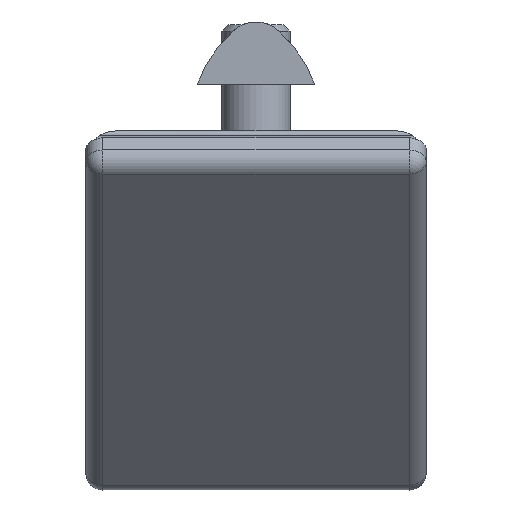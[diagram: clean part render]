
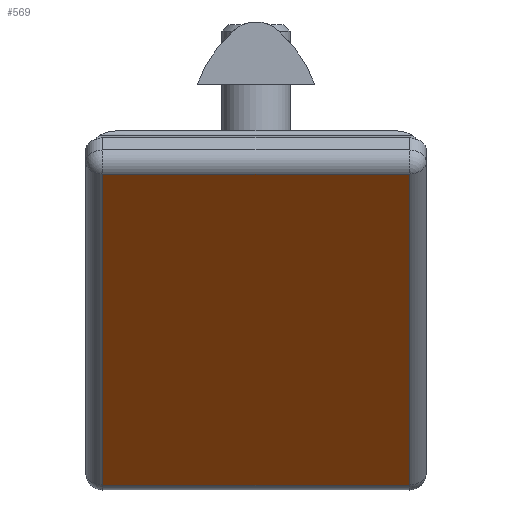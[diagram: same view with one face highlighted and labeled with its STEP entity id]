
A CAD part, front view. The second image highlights one B-rep face of the part: STEP entity #569.
In plain terms, the highlighted planar face has unit normal (0, -0.707, -0.707).
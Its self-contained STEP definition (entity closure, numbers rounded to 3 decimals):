
#569=ADVANCED_FACE('',(#1071),#1072,.T.);
#1071=FACE_OUTER_BOUND('',#1591,.T.);
#1072=PLANE('',#1592);
#1591=EDGE_LOOP('',(#2573,#2574,#2575,#2576));
#1592=AXIS2_PLACEMENT_3D('',#2577,#2578,#2579);
#2573=ORIENTED_EDGE('',*,*,#3474,.T.);
#2574=ORIENTED_EDGE('',*,*,#3512,.T.);
#2575=ORIENTED_EDGE('',*,*,#3489,.T.);
#2576=ORIENTED_EDGE('',*,*,#3494,.T.);
#2577=CARTESIAN_POINT('',(0.0,-23.328,-23.328));
#2578=DIRECTION('',(0.0,-0.707,-0.707));
#2579=DIRECTION('',(1.0,0.0,0.0));
#3474=EDGE_CURVE('',#4136,#4117,#4137,.T.);
#3489=EDGE_CURVE('',#4159,#4141,#4160,.T.);
#3494=EDGE_CURVE('',#4141,#4136,#4166,.T.);
#3512=EDGE_CURVE('',#4117,#4159,#4187,.T.);
#4117=VERTEX_POINT('',#5088);
#4136=VERTEX_POINT('',#5112);
#4137=LINE('',#5113,#5114);
#4141=VERTEX_POINT('',#5118);
#4159=VERTEX_POINT('',#5141);
#4160=LINE('',#5142,#5143);
#4166=LINE('',#5150,#5151);
#4187=LINE('',#5177,#5178);
#5088=CARTESIAN_POINT('',(18.0,-5.057,-41.6));
#5112=CARTESIAN_POINT('',(-18.0,-5.057,-41.6));
#5113=CARTESIAN_POINT('',(-10.0,-5.057,-41.6));
#5114=VECTOR('',#6247,1.0);
#5118=CARTESIAN_POINT('',(-18.0,-41.6,-5.057));
#5141=CARTESIAN_POINT('',(18.0,-41.6,-5.057));
#5142=CARTESIAN_POINT('',(0.,-41.6,-5.057));
#5143=VECTOR('',#6268,1.0);
#5150=CARTESIAN_POINT('',(-18.0,-23.328,-23.328));
#5151=VECTOR('',#6276,1.0);
#5177=CARTESIAN_POINT('',(18.0,-13.486,-33.171));
#5178=VECTOR('',#6297,1.0);
#6247=DIRECTION('',(1.0,0.0,0.0));
#6268=DIRECTION('',(-1.0,-0.0,-0.0));
#6276=DIRECTION('',(-0.0,0.707,-0.707));
#6297=DIRECTION('',(0.0,-0.707,0.707));
